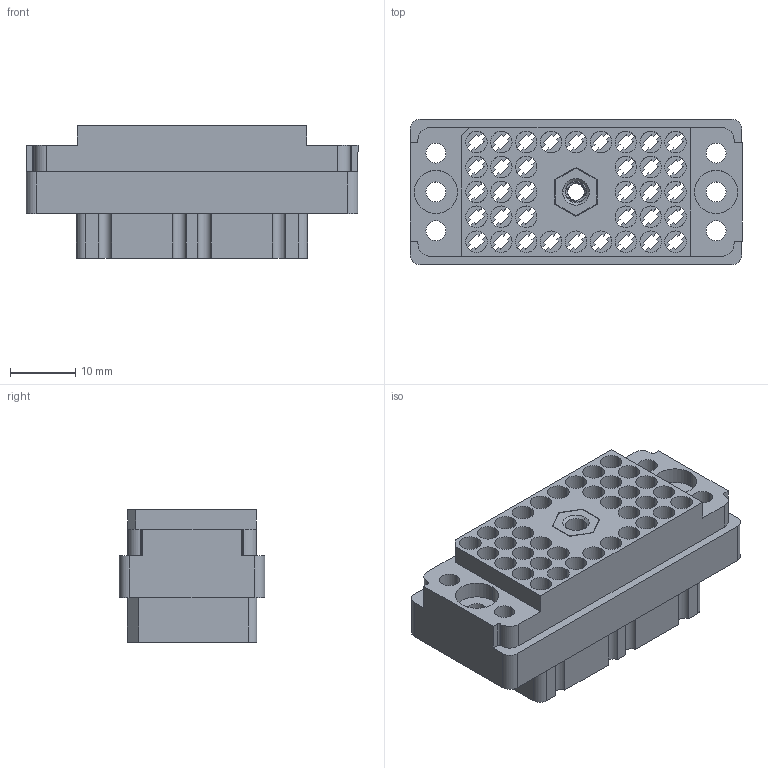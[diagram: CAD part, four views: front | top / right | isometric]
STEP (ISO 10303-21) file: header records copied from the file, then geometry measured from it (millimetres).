
FILE_DESCRIPTION (( 'STEP AP203' ), '1' );
FILE_NAME ('519-036-000-406.STEP', '2020-09-09T19:45:42', ( '' ), ( '' ), 'SwSTEP 2.0', 'SolidWorks 2020', '' );
FILE_SCHEMA (( 'CONFIG_CONTROL_DESIGN' ));
Length unit declared in the file: inch
Products named in the file (3): 516-252-035-100_516-252-035-100; 519 Receptacle Insulator_036; 519-036-000-406
Assembly tree (2 placements, depth 2):
  519-036-000-406
    519 Receptacle Insulator_036
    516-252-035-100_516-252-035-100
Bounding box: 50.8 x 22.25 x 20.27 mm (x, y, z)
Volume: 11241.7 mm3; surface area: 14435.6 mm2
Topology: 2 solids, 2 shells, 900 faces, 2621 edges, 1744 vertices
Faces by surface type: plane 622, cylinder 260, cone 12, bspline 6
Entity records: 32516 total; most frequent: CARTESIAN_POINT 7716, ORIENTED_EDGE 5242, DIRECTION 5021, EDGE_CURVE 2621, LINE 1919, VECTOR 1919, VERTEX_POINT 1744, AXIS2_PLACEMENT_3D 1551
